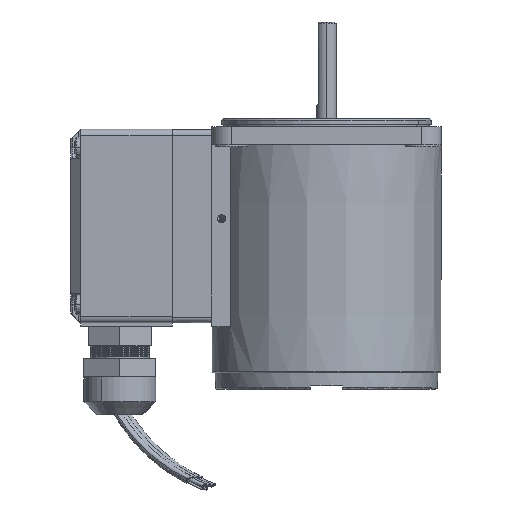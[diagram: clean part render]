
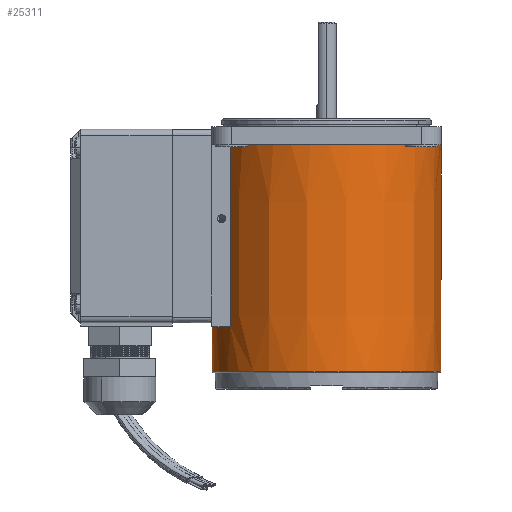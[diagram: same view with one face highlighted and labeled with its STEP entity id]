
A CAD part, left-side view. The second image highlights one B-rep face of the part: STEP entity #25311.
In plain terms, the highlighted conical face has half-angle 0.1 degrees and reference radius 34.869 mm.
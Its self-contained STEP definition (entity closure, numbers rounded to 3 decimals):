
#17573 = VERTEX_POINT ( 'NONE', #19713 ) ;
#17655 = EDGE_LOOP ( 'NONE', ( #28546, #19564, #20336, #25243, #24941, #20221 ) ) ;
#18784 = VERTEX_POINT ( 'NONE', #19803 ) ;
#18785 = VERTEX_POINT ( 'NONE', #19791 ) ;
#18838 = DIRECTION ( 'NONE',  ( 0., 0., -1. ) ) ;
#19055 = DIRECTION ( 'NONE',  ( -1., 0., 0. ) ) ;
#19564 = ORIENTED_EDGE ( 'NONE', *, *, #24981, .T. ) ;
#19713 = CARTESIAN_POINT ( 'NONE',  ( -34.99, 0., -6. ) ) ;
#19791 = CARTESIAN_POINT ( 'NONE',  ( 29.266, 19., -61.5 ) ) ;
#19803 = CARTESIAN_POINT ( 'NONE',  ( 34.893, 0., -61.5 ) ) ;
#19806 = CARTESIAN_POINT ( 'NONE',  ( 0., 0., -6. ) ) ;
#19807 = AXIS2_PLACEMENT_3D ( 'NONE', #19806, #18838, #19055 ) ;
#19808 = CIRCLE ( 'NONE', #19807, 34.99 ) ;
#19840 = CARTESIAN_POINT ( 'NONE',  ( 29.348, 19., -22.186 ) ) ;
#19841 = CARTESIAN_POINT ( 'NONE',  ( 29.381, 19., -6. ) ) ;
#19844 = B_SPLINE_CURVE_WITH_KNOTS ( 'NONE', 3,
 ( #19841, #19840, #19898, #19897, #19896, #19895, #19894 ),
 .UNSPECIFIED., .F., .F.,
 ( 4, 3, 4 ),
 ( 0.123, 0.171, 0.178 ),
 .UNSPECIFIED. ) ;
#19855 = CARTESIAN_POINT ( 'NONE',  ( 29.381, 19., -6. ) ) ;
#19894 = CARTESIAN_POINT ( 'NONE',  ( 29.266, 19., -61.5 ) ) ;
#19895 = CARTESIAN_POINT ( 'NONE',  ( 29.271, 19., -59.186 ) ) ;
#19896 = CARTESIAN_POINT ( 'NONE',  ( 29.276, 19., -56.871 ) ) ;
#19897 = CARTESIAN_POINT ( 'NONE',  ( 29.28, 19., -54.557 ) ) ;
#19898 = CARTESIAN_POINT ( 'NONE',  ( 29.314, 19., -38.371 ) ) ;
#20114 = EDGE_CURVE ( 'NONE', #17573, #20325, #19808, .T. ) ;
#20221 = ORIENTED_EDGE ( 'NONE', *, *, #25391, .F. ) ;
#20315 = EDGE_CURVE ( 'NONE', #20325, #18785, #19844, .T. ) ;
#20325 = VERTEX_POINT ( 'NONE', #19855 ) ;
#20336 = ORIENTED_EDGE ( 'NONE', *, *, #20114, .T. ) ;
#20558 = AXIS2_PLACEMENT_3D ( 'NONE', #20574, #20570, #20569 ) ;
#20567 = CIRCLE ( 'NONE', #20558, 34.869 ) ;
#20569 = DIRECTION ( 'NONE',  ( 1., 0., 0. ) ) ;
#20570 = DIRECTION ( 'NONE',  ( 0., 0., 1. ) ) ;
#20574 = CARTESIAN_POINT ( 'NONE',  ( 0., 0., -75.001 ) ) ;
#20612 = CARTESIAN_POINT ( 'NONE',  ( -34.869, 0., -75.001 ) ) ;
#20613 = DIRECTION ( 'NONE',  ( -0.002, 0., 1. ) ) ;
#20614 = VECTOR ( 'NONE', #20613, 1000. ) ;
#20615 = CARTESIAN_POINT ( 'NONE',  ( -34.869, 0., -75.001 ) ) ;
#20616 = LINE ( 'NONE', #20615, #20614 ) ;
#21235 = CARTESIAN_POINT ( 'NONE',  ( 0., 0., -75.001 ) ) ;
#21240 = FACE_OUTER_BOUND ( 'NONE', #17655, .T. ) ;
#21241 = AXIS2_PLACEMENT_3D ( 'NONE', #21235, #21243, #21242 ) ;
#21242 = DIRECTION ( 'NONE',  ( 1., 0., 0. ) ) ;
#21243 = DIRECTION ( 'NONE',  ( 0., 0., 1. ) ) ;
#21244 = CONICAL_SURFACE ( 'NONE', #21241, 34.869, 0.002 ) ;
#21344 = CARTESIAN_POINT ( 'NONE',  ( 34.869, 0., -75.001 ) ) ;
#21345 = LINE ( 'NONE', #21344, #21384 ) ;
#21383 = DIRECTION ( 'NONE',  ( 0.002, 0., 1. ) ) ;
#21384 = VECTOR ( 'NONE', #21383, 1000. ) ;
#21392 = CIRCLE ( 'NONE', #21428, 34.893 ) ;
#21415 = DIRECTION ( 'NONE',  ( -1., 0., 0. ) ) ;
#21416 = DIRECTION ( 'NONE',  ( 0., 0., -1. ) ) ;
#21417 = CARTESIAN_POINT ( 'NONE',  ( 0., 0., -61.5 ) ) ;
#21428 = AXIS2_PLACEMENT_3D ( 'NONE', #21417, #21416, #21415 ) ;
#23415 = CARTESIAN_POINT ( 'NONE',  ( 34.869, 0., -75.001 ) ) ;
#24941 = ORIENTED_EDGE ( 'NONE', *, *, #25402, .T. ) ;
#24979 = EDGE_CURVE ( 'NONE', #28514, #24983, #20567, .T. ) ;
#24981 = EDGE_CURVE ( 'NONE', #24983, #17573, #20616, .T. ) ;
#24983 = VERTEX_POINT ( 'NONE', #20612 ) ;
#25243 = ORIENTED_EDGE ( 'NONE', *, *, #20315, .T. ) ;
#25311 = ADVANCED_FACE ( 'NONE', ( #21240 ), #21244, .T. ) ;
#25391 = EDGE_CURVE ( 'NONE', #28514, #18784, #21345, .T. ) ;
#25402 = EDGE_CURVE ( 'NONE', #18785, #18784, #21392, .T. ) ;
#28514 = VERTEX_POINT ( 'NONE', #23415 ) ;
#28546 = ORIENTED_EDGE ( 'NONE', *, *, #24979, .T. ) ;
